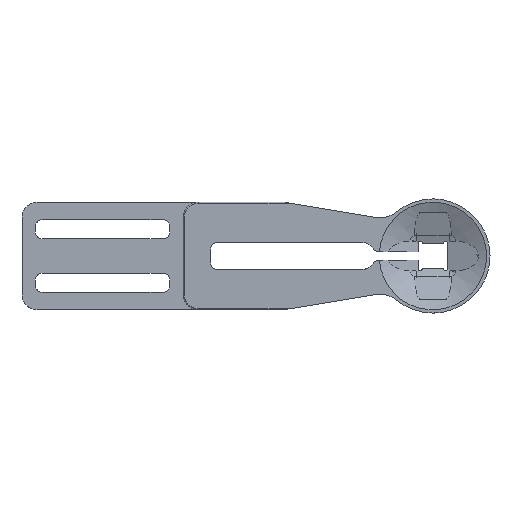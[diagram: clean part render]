
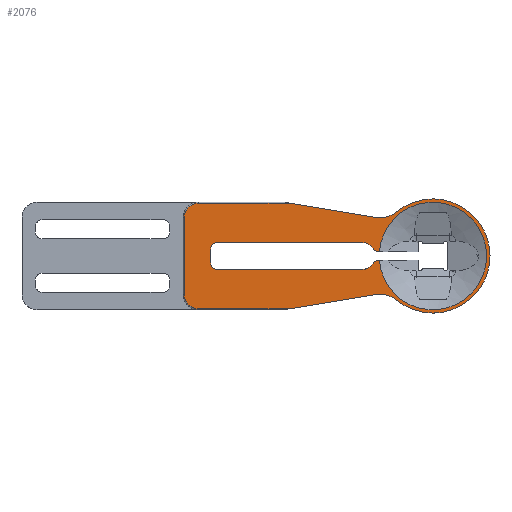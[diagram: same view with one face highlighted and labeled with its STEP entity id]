
A CAD part, top view. The second image highlights one B-rep face of the part: STEP entity #2076.
In plain terms, the highlighted planar face has unit normal (0, 0, 1).
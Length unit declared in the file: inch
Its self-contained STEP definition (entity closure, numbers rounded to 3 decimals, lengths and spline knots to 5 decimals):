
#41=FACE_BOUND('',#719,.T.);
#167=LINE('',#3077,#327);
#179=LINE('',#3259,#339);
#183=LINE('',#3468,#343);
#192=LINE('',#3496,#352);
#255=LINE('',#3805,#415);
#256=LINE('',#3809,#416);
#257=LINE('',#3812,#417);
#258=LINE('',#3819,#418);
#259=LINE('',#3823,#419);
#260=LINE('',#3827,#420);
#327=VECTOR('',#2379,0.3937);
#339=VECTOR('',#2423,0.3937);
#343=VECTOR('',#2435,0.3937);
#352=VECTOR('',#2450,0.3937);
#415=VECTOR('',#2677,0.3937);
#416=VECTOR('',#2680,0.3937);
#417=VECTOR('',#2683,0.3937);
#418=VECTOR('',#2690,0.3937);
#419=VECTOR('',#2693,0.3937);
#420=VECTOR('',#2696,0.3937);
#516=PLANE('',#2258);
#605=FACE_OUTER_BOUND('',#718,.T.);
#718=EDGE_LOOP('',(#1739,#1740,#1741,#1742,#1743,#1744,#1745,#1746,#1747,
#1748));
#719=EDGE_LOOP('',(#1749,#1750,#1751,#1752,#1753,#1754,#1755,#1756,#1757,
#1758,#1759,#1760));
#769=CIRCLE('',#2148,0.25);
#774=CIRCLE('',#2162,0.25);
#790=CIRCLE('',#2221,0.5);
#799=CIRCLE('',#2259,0.13);
#800=CIRCLE('',#2260,0.13);
#801=CIRCLE('',#2261,0.53125);
#802=CIRCLE('',#2262,0.0625);
#803=CIRCLE('',#2263,0.125);
#804=CIRCLE('',#2264,0.0625);
#805=CIRCLE('',#2265,0.0625);
#806=CIRCLE('',#2266,0.125);
#807=CIRCLE('',#2267,0.0625);
#853=VERTEX_POINT('',#2941);
#854=VERTEX_POINT('',#2942);
#869=VERTEX_POINT('',#3075);
#887=VERTEX_POINT('',#3220);
#888=VERTEX_POINT('',#3222);
#897=VERTEX_POINT('',#3258);
#915=VERTEX_POINT('',#3465);
#916=VERTEX_POINT('',#3467);
#925=VERTEX_POINT('',#3491);
#926=VERTEX_POINT('',#3495);
#988=VERTEX_POINT('',#3804);
#989=VERTEX_POINT('',#3806);
#990=VERTEX_POINT('',#3808);
#991=VERTEX_POINT('',#3810);
#992=VERTEX_POINT('',#3814);
#993=VERTEX_POINT('',#3816);
#994=VERTEX_POINT('',#3818);
#995=VERTEX_POINT('',#3820);
#996=VERTEX_POINT('',#3822);
#997=VERTEX_POINT('',#3824);
#998=VERTEX_POINT('',#3826);
#999=VERTEX_POINT('',#3828);
#1057=EDGE_CURVE('',#853,#854,#769,.T.);
#1077=EDGE_CURVE('',#869,#853,#167,.T.);
#1099=EDGE_CURVE('',#887,#888,#774,.T.);
#1112=EDGE_CURVE('',#888,#897,#179,.T.);
#1134=EDGE_CURVE('',#916,#915,#183,.T.);
#1146=EDGE_CURVE('',#926,#925,#192,.T.);
#1221=EDGE_CURVE('',#925,#916,#790,.T.);
#1257=EDGE_CURVE('',#988,#869,#255,.T.);
#1258=EDGE_CURVE('',#989,#988,#799,.T.);
#1259=EDGE_CURVE('',#990,#989,#256,.T.);
#1260=EDGE_CURVE('',#991,#990,#800,.T.);
#1261=EDGE_CURVE('',#897,#991,#257,.T.);
#1262=EDGE_CURVE('',#854,#887,#801,.T.);
#1263=EDGE_CURVE('',#915,#992,#802,.T.);
#1264=EDGE_CURVE('',#993,#992,#803,.T.);
#1265=EDGE_CURVE('',#993,#994,#258,.T.);
#1266=EDGE_CURVE('',#994,#995,#804,.T.);
#1267=EDGE_CURVE('',#995,#996,#259,.T.);
#1268=EDGE_CURVE('',#996,#997,#805,.T.);
#1269=EDGE_CURVE('',#997,#998,#260,.T.);
#1270=EDGE_CURVE('',#998,#999,#806,.F.);
#1271=EDGE_CURVE('',#999,#926,#807,.T.);
#1739=ORIENTED_EDGE('',*,*,#1077,.F.);
#1740=ORIENTED_EDGE('',*,*,#1257,.F.);
#1741=ORIENTED_EDGE('',*,*,#1258,.F.);
#1742=ORIENTED_EDGE('',*,*,#1259,.F.);
#1743=ORIENTED_EDGE('',*,*,#1260,.F.);
#1744=ORIENTED_EDGE('',*,*,#1261,.F.);
#1745=ORIENTED_EDGE('',*,*,#1112,.F.);
#1746=ORIENTED_EDGE('',*,*,#1099,.F.);
#1747=ORIENTED_EDGE('',*,*,#1262,.F.);
#1748=ORIENTED_EDGE('',*,*,#1057,.F.);
#1749=ORIENTED_EDGE('',*,*,#1221,.T.);
#1750=ORIENTED_EDGE('',*,*,#1134,.T.);
#1751=ORIENTED_EDGE('',*,*,#1263,.T.);
#1752=ORIENTED_EDGE('',*,*,#1264,.F.);
#1753=ORIENTED_EDGE('',*,*,#1265,.T.);
#1754=ORIENTED_EDGE('',*,*,#1266,.T.);
#1755=ORIENTED_EDGE('',*,*,#1267,.T.);
#1756=ORIENTED_EDGE('',*,*,#1268,.T.);
#1757=ORIENTED_EDGE('',*,*,#1269,.T.);
#1758=ORIENTED_EDGE('',*,*,#1270,.T.);
#1759=ORIENTED_EDGE('',*,*,#1271,.T.);
#1760=ORIENTED_EDGE('',*,*,#1146,.T.);
#2076=ADVANCED_FACE('',(#605,#41),#516,.T.);
#2148=AXIS2_PLACEMENT_3D('',#2943,#2363,#2364);
#2162=AXIS2_PLACEMENT_3D('',#3223,#2401,#2402);
#2221=AXIS2_PLACEMENT_3D('',#3726,#2576,#2577);
#2258=AXIS2_PLACEMENT_3D('',#3803,#2675,#2676);
#2259=AXIS2_PLACEMENT_3D('',#3807,#2678,#2679);
#2260=AXIS2_PLACEMENT_3D('',#3811,#2681,#2682);
#2261=AXIS2_PLACEMENT_3D('',#3813,#2684,#2685);
#2262=AXIS2_PLACEMENT_3D('',#3815,#2686,#2687);
#2263=AXIS2_PLACEMENT_3D('',#3817,#2688,#2689);
#2264=AXIS2_PLACEMENT_3D('',#3821,#2691,#2692);
#2265=AXIS2_PLACEMENT_3D('',#3825,#2694,#2695);
#2266=AXIS2_PLACEMENT_3D('',#3829,#2697,#2698);
#2267=AXIS2_PLACEMENT_3D('',#3830,#2699,#2700);
#2363=DIRECTION('center_axis',(0.,0.,1.));
#2364=DIRECTION('ref_axis',(0.257,-0.966,0.));
#2379=DIRECTION('',(0.987,-0.163,0.));
#2401=DIRECTION('center_axis',(0.,0.,1.));
#2402=DIRECTION('ref_axis',(0.257,0.966,0.));
#2423=DIRECTION('',(-0.987,-0.163,0.));
#2435=DIRECTION('',(-1.,0.,0.));
#2450=DIRECTION('',(1.,0.,0.));
#2576=DIRECTION('center_axis',(0.,0.,-1.));
#2577=DIRECTION('ref_axis',(-1.,0.,0.));
#2675=DIRECTION('center_axis',(0.,0.,1.));
#2676=DIRECTION('ref_axis',(1.,0.,0.));
#2677=DIRECTION('',(1.,0.,0.));
#2678=DIRECTION('center_axis',(0.,0.,-1.));
#2679=DIRECTION('ref_axis',(-0.707,0.707,0.));
#2680=DIRECTION('',(0.,1.,0.));
#2681=DIRECTION('center_axis',(0.,0.,-1.));
#2682=DIRECTION('ref_axis',(-0.707,-0.707,0.));
#2683=DIRECTION('',(-1.,0.,0.));
#2684=DIRECTION('center_axis',(0.,0.,-1.));
#2685=DIRECTION('ref_axis',(-0.996,-0.086,0.));
#2686=DIRECTION('center_axis',(0.,0.,1.));
#2687=DIRECTION('ref_axis',(0.,-1.,0.));
#2688=DIRECTION('center_axis',(0.,0.,1.));
#2689=DIRECTION('ref_axis',(0.,1.,0.));
#2690=DIRECTION('',(-1.,0.,0.));
#2691=DIRECTION('center_axis',(0.,0.,-1.));
#2692=DIRECTION('ref_axis',(-1.,0.,0.));
#2693=DIRECTION('',(0.,1.,0.));
#2694=DIRECTION('center_axis',(0.,0.,-1.));
#2695=DIRECTION('ref_axis',(0.,1.,0.));
#2696=DIRECTION('',(1.,0.,0.));
#2697=DIRECTION('center_axis',(0.,0.,1.));
#2698=DIRECTION('ref_axis',(0.,-1.,0.));
#2699=DIRECTION('center_axis',(0.,0.,1.));
#2700=DIRECTION('ref_axis',(1.,0.,0.));
#2941=CARTESIAN_POINT('',(-0.94623,-0.14087,0.15));
#2942=CARTESIAN_POINT('',(-0.74766,-0.08806,0.15));
#2943=CARTESIAN_POINT('Origin',(-0.90553,0.10579,0.15));
#3075=CARTESIAN_POINT('',(-1.73939,-0.01,0.15));
#3077=CARTESIAN_POINT('',(-1.49384,-0.05052,0.15));
#3220=CARTESIAN_POINT('',(-0.74766,-0.91194,0.15));
#3222=CARTESIAN_POINT('',(-0.94623,-0.85913,0.15));
#3223=CARTESIAN_POINT('Origin',(-0.90553,-1.10579,0.15));
#3258=CARTESIAN_POINT('',(-1.73939,-0.99,0.15));
#3259=CARTESIAN_POINT('',(-1.49384,-0.94948,0.15));
#3465=CARTESIAN_POINT('',(-0.91575,-0.54,0.15));
#3467=CARTESIAN_POINT('',(-0.9106,-0.54,0.15));
#3468=CARTESIAN_POINT('',(-1.34144,-0.54,0.15));
#3491=CARTESIAN_POINT('',(-0.9106,-0.46,0.15));
#3495=CARTESIAN_POINT('',(-0.91575,-0.46,0.15));
#3496=CARTESIAN_POINT('',(-1.12678,-0.46,0.15));
#3726=CARTESIAN_POINT('Origin',(-0.4122,-0.5,0.15));
#3803=CARTESIAN_POINT('Origin',(-1.76713,-0.5,0.15));
#3804=CARTESIAN_POINT('',(-2.59425,-0.01,0.15));
#3805=CARTESIAN_POINT('',(-3.00069,-0.01,0.15));
#3806=CARTESIAN_POINT('',(-2.72425,-0.14,0.15));
#3807=CARTESIAN_POINT('Origin',(-2.59425,-0.14,0.15));
#3808=CARTESIAN_POINT('',(-2.72425,-0.86,0.15));
#3809=CARTESIAN_POINT('',(-2.72425,-0.25,0.15));
#3810=CARTESIAN_POINT('',(-2.59425,-0.99,0.15));
#3811=CARTESIAN_POINT('Origin',(-2.59425,-0.86,0.15));
#3812=CARTESIAN_POINT('',(-1.28356,-0.99,0.15));
#3813=CARTESIAN_POINT('Origin',(-0.4122,-0.5,0.15));
#3814=CARTESIAN_POINT('',(-0.96841,-0.56884,0.15));
#3815=CARTESIAN_POINT('Origin',(-0.91575,-0.6025,0.15));
#3816=CARTESIAN_POINT('',(-1.07373,-0.62651,0.15));
#3817=CARTESIAN_POINT('Origin',(-1.07373,-0.50151,0.15));
#3818=CARTESIAN_POINT('',(-2.41575,-0.62651,0.15));
#3819=CARTESIAN_POINT('',(-2.09144,-0.62651,0.15));
#3820=CARTESIAN_POINT('',(-2.47825,-0.56401,0.15));
#3821=CARTESIAN_POINT('Origin',(-2.41575,-0.56401,0.15));
#3822=CARTESIAN_POINT('',(-2.47825,-0.43599,0.15));
#3823=CARTESIAN_POINT('',(-2.47825,-0.468,0.15));
#3824=CARTESIAN_POINT('',(-2.41575,-0.37349,0.15));
#3825=CARTESIAN_POINT('Origin',(-2.41575,-0.43599,0.15));
#3826=CARTESIAN_POINT('',(-1.07373,-0.37349,0.15));
#3827=CARTESIAN_POINT('',(-1.37269,-0.37349,0.15));
#3828=CARTESIAN_POINT('',(-0.96841,-0.43116,0.15));
#3829=CARTESIAN_POINT('Origin',(-1.07373,-0.49849,0.15));
#3830=CARTESIAN_POINT('Origin',(-0.91575,-0.3975,0.15));
